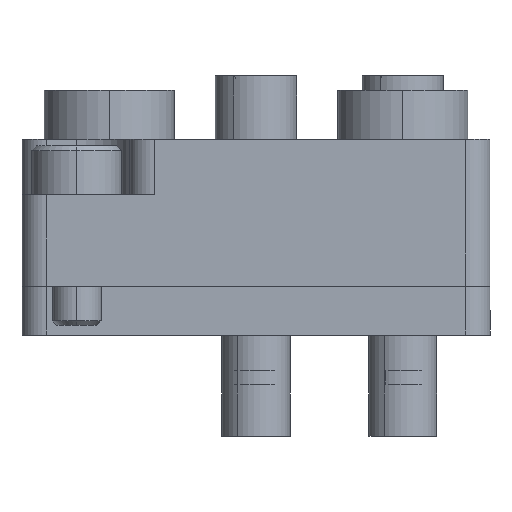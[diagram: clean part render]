
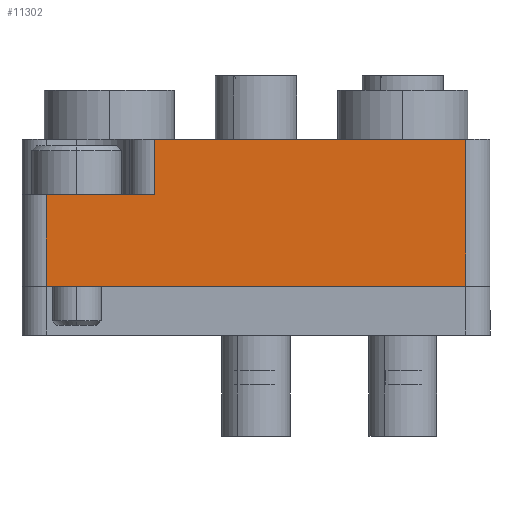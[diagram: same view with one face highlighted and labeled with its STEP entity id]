
A CAD part, front view. The second image highlights one B-rep face of the part: STEP entity #11302.
In plain terms, the highlighted face is planar.
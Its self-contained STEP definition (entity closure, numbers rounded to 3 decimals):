
#665 = LINE ( 'NONE', #16613, #11994 ) ;
#941 = VECTOR ( 'NONE', #5396, 1000. ) ;
#1029 = CARTESIAN_POINT ( 'NONE',  ( 30., 0., 14.35 ) ) ;
#1284 = DIRECTION ( 'NONE',  ( 0., 0., -1. ) ) ;
#1340 = DIRECTION ( 'NONE',  ( 0., 0., -1. ) ) ;
#1401 = CARTESIAN_POINT ( 'NONE',  ( 30., 9., 14.35 ) ) ;
#1513 = CARTESIAN_POINT ( 'NONE',  ( 30., 0., -12.85 ) ) ;
#1882 = DIRECTION ( 'NONE',  ( 0., -1., 0. ) ) ;
#1943 = VECTOR ( 'NONE', #1882, 1000. ) ;
#2308 = CARTESIAN_POINT ( 'NONE',  ( 30., 9., 6.25 ) ) ;
#2915 = EDGE_CURVE ( 'NONE', #18775, #15489, #7729, .T. ) ;
#3084 = EDGE_LOOP ( 'NONE', ( #8488, #5873, #17350, #7723, #19249, #8810 ) ) ;
#3279 = CARTESIAN_POINT ( 'NONE',  ( 30., 0., 12.85 ) ) ;
#3682 = EDGE_CURVE ( 'NONE', #17602, #10443, #665, .T. ) ;
#4651 = CARTESIAN_POINT ( 'NONE',  ( 30., 9., -12.85 ) ) ;
#5121 = VECTOR ( 'NONE', #1284, 1000. ) ;
#5396 = DIRECTION ( 'NONE',  ( 0., -1., 0. ) ) ;
#5873 = ORIENTED_EDGE ( 'NONE', *, *, #3682, .T. ) ;
#6705 = CARTESIAN_POINT ( 'NONE',  ( 30., 5.6, 12.85 ) ) ;
#7460 = CARTESIAN_POINT ( 'NONE',  ( 30., 9., 14.35 ) ) ;
#7723 = ORIENTED_EDGE ( 'NONE', *, *, #11103, .T. ) ;
#7729 = LINE ( 'NONE', #9132, #5121 ) ;
#8043 = LINE ( 'NONE', #10248, #941 ) ;
#8375 = LINE ( 'NONE', #1401, #19280 ) ;
#8488 = ORIENTED_EDGE ( 'NONE', *, *, #10296, .T. ) ;
#8747 = FACE_OUTER_BOUND ( 'NONE', #3084, .T. ) ;
#8810 = ORIENTED_EDGE ( 'NONE', *, *, #10172, .T. ) ;
#9132 = CARTESIAN_POINT ( 'NONE',  ( 30., 5.6, 7.75 ) ) ;
#10172 = EDGE_CURVE ( 'NONE', #18775, #12948, #18154, .T. ) ;
#10248 = CARTESIAN_POINT ( 'NONE',  ( 30., 5.6, 6.25 ) ) ;
#10296 = EDGE_CURVE ( 'NONE', #12948, #17602, #10694, .T. ) ;
#10443 = VERTEX_POINT ( 'NONE', #4651 ) ;
#10472 = DIRECTION ( 'NONE',  ( 1., 0., 0. ) ) ;
#10694 = LINE ( 'NONE', #1029, #19724 ) ;
#11103 = EDGE_CURVE ( 'NONE', #19013, #15489, #8043, .T. ) ;
#11302 = ADVANCED_FACE ( 'NONE', ( #8747 ), #15260, .T. ) ;
#11564 = DIRECTION ( 'NONE',  ( 0., 0., -1. ) ) ;
#11994 = VECTOR ( 'NONE', #15017, 1000. ) ;
#12156 = DIRECTION ( 'NONE',  ( 0., 1., 0. ) ) ;
#12948 = VERTEX_POINT ( 'NONE', #18641 ) ;
#15017 = DIRECTION ( 'NONE',  ( 0., 1., 0. ) ) ;
#15260 = PLANE ( 'NONE',  #17014 ) ;
#15489 = VERTEX_POINT ( 'NONE', #17308 ) ;
#16613 = CARTESIAN_POINT ( 'NONE',  ( 30., 9., -12.85 ) ) ;
#17014 = AXIS2_PLACEMENT_3D ( 'NONE', #7460, #10472, #12156 ) ;
#17308 = CARTESIAN_POINT ( 'NONE',  ( 30., 5.6, 6.25 ) ) ;
#17350 = ORIENTED_EDGE ( 'NONE', *, *, #17540, .F. ) ;
#17540 = EDGE_CURVE ( 'NONE', #19013, #10443, #8375, .T. ) ;
#17602 = VERTEX_POINT ( 'NONE', #1513 ) ;
#18154 = LINE ( 'NONE', #3279, #1943 ) ;
#18641 = CARTESIAN_POINT ( 'NONE',  ( 30., 0., 12.85 ) ) ;
#18775 = VERTEX_POINT ( 'NONE', #6705 ) ;
#19013 = VERTEX_POINT ( 'NONE', #2308 ) ;
#19249 = ORIENTED_EDGE ( 'NONE', *, *, #2915, .F. ) ;
#19280 = VECTOR ( 'NONE', #11564, 1000. ) ;
#19724 = VECTOR ( 'NONE', #1340, 1000. ) ;
